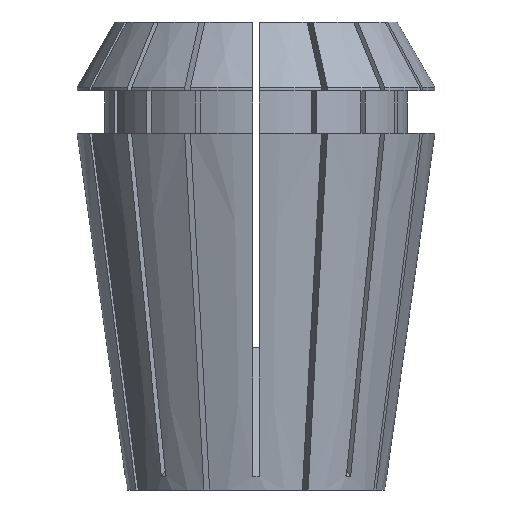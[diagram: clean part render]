
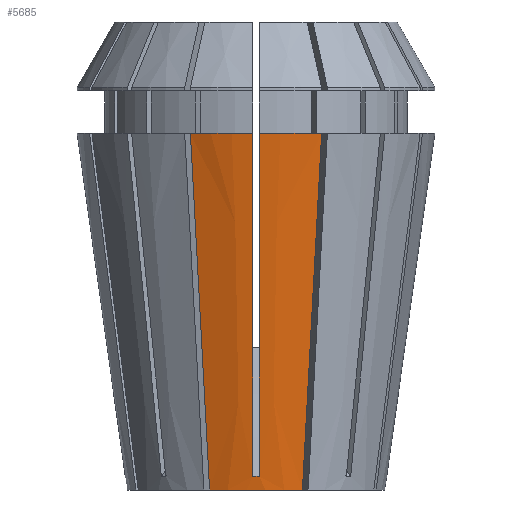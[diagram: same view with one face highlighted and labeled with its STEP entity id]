
A CAD part, left-side view. The second image highlights one B-rep face of the part: STEP entity #5685.
In plain terms, the highlighted conical face has half-angle 8 degrees and reference radius 9.36 mm.
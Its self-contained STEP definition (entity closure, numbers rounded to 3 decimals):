
#16 = CARTESIAN_POINT ( 'NONE',  ( -9.709, 0.225, 2.499 ) ) ;
#69 = CARTESIAN_POINT ( 'NONE',  ( -10.138, -3.956, 10.832 ) ) ;
#142 = CARTESIAN_POINT ( 'NONE',  ( -9.16, 3.551, 3.298 ) ) ;
#188 = ORIENTED_EDGE ( 'NONE', *, *, #2790, .T. ) ;
#196 = CARTESIAN_POINT ( 'NONE',  ( 0., 0., 0. ) ) ;
#262 = B_SPLINE_CURVE_WITH_KNOTS ( 'NONE', 3,
 ( #3259, #5736, #69, #5157, #1352, #2291, #1850 ),
 .UNSPECIFIED., .F., .F.,
 ( 4, 3, 4 ),
 ( 0., 0.023, 0.026 ),
 .UNSPECIFIED. ) ;
#298 = AXIS2_PLACEMENT_3D ( 'NONE', #196, #4126, #793 ) ;
#332 = CARTESIAN_POINT ( 'NONE',  ( -12.998, -0.225, 25.9 ) ) ;
#415 = ORIENTED_EDGE ( 'NONE', *, *, #3826, .F. ) ;
#416 = ORIENTED_EDGE ( 'NONE', *, *, #2732, .F. ) ;
#471 = CARTESIAN_POINT ( 'NONE',  ( -9.604, 0.225, 1.751 ) ) ;
#475 = CIRCLE ( 'NONE', #994, 13. ) ;
#602 = CARTESIAN_POINT ( 'NONE',  ( -12.095, 4.766, 25.9 ) ) ;
#636 = CARTESIAN_POINT ( 'NONE',  ( 0., 0., 0. ) ) ;
#663 = CARTESIAN_POINT ( 'NONE',  ( -12.095, 4.766, 25.9 ) ) ;
#686 = CONICAL_SURFACE ( 'NONE', #5621, 9.36, 0.14 ) ;
#728 = CARTESIAN_POINT ( 'NONE',  ( -12.998, -0.225, 25.9 ) ) ;
#745 = VERTEX_POINT ( 'NONE', #3649 ) ;
#765 = CARTESIAN_POINT ( 'NONE',  ( -9.499, 0.225, 1.002 ) ) ;
#767 = EDGE_CURVE ( 'NONE', #5711, #1837, #6192, .T. ) ;
#793 = DIRECTION ( 'NONE',  ( -1., 0., 0. ) ) ;
#825 = CARTESIAN_POINT ( 'NONE',  ( -10.614, -0.225, 8.937 ) ) ;
#875 = AXIS2_PLACEMENT_3D ( 'NONE', #5895, #3875, #1009 ) ;
#878 = CIRCLE ( 'NONE', #875, 13. ) ;
#994 = AXIS2_PLACEMENT_3D ( 'NONE', #3425, #3162, #3799 ) ;
#1009 = DIRECTION ( 'NONE',  ( -1., 0., 0. ) ) ;
#1081 = EDGE_LOOP ( 'NONE', ( #3963, #1532, #2992, #416, #188, #1582, #415, #1504 ) ) ;
#1127 = VERTEX_POINT ( 'NONE', #2932 ) ;
#1178 = DIRECTION ( 'NONE',  ( 1., 0., 0. ) ) ;
#1231 = CARTESIAN_POINT ( 'NONE',  ( -8.731, -3.373, 0. ) ) ;
#1341 = CARTESIAN_POINT ( 'NONE',  ( -9.604, -0.225, 1.751 ) ) ;
#1352 = CARTESIAN_POINT ( 'NONE',  ( -9.017, -3.491, 2.199 ) ) ;
#1499 = CARTESIAN_POINT ( 'NONE',  ( -12.737, 0.225, 24.038 ) ) ;
#1504 = ORIENTED_EDGE ( 'NONE', *, *, #2567, .F. ) ;
#1532 = ORIENTED_EDGE ( 'NONE', *, *, #4235, .T. ) ;
#1582 = ORIENTED_EDGE ( 'NONE', *, *, #767, .T. ) ;
#1809 = CARTESIAN_POINT ( 'NONE',  ( -12.737, -0.225, 24.038 ) ) ;
#1837 = VERTEX_POINT ( 'NONE', #2577 ) ;
#1850 = CARTESIAN_POINT ( 'NONE',  ( -8.731, -3.373, 0. ) ) ;
#1890 = B_SPLINE_CURVE_WITH_KNOTS ( 'NONE', 3,
 ( #765, #2275, #5254, #4202 ),
 .UNSPECIFIED., .F., .F.,
 ( 4, 4 ),
 ( 0., 0. ),
 .UNSPECIFIED. ) ;
#1895 = CARTESIAN_POINT ( 'NONE',  ( -9.499, 0.225, 1.002 ) ) ;
#1913 = FACE_OUTER_BOUND ( 'NONE', #1081, .T. ) ;
#1994 = CIRCLE ( 'NONE', #298, 9.36 ) ;
#2124 = CARTESIAN_POINT ( 'NONE',  ( -8.874, 3.432, 1.099 ) ) ;
#2275 = CARTESIAN_POINT ( 'NONE',  ( -9.502, 0.075, 0.999 ) ) ;
#2291 = CARTESIAN_POINT ( 'NONE',  ( -8.874, -3.432, 1.099 ) ) ;
#2466 = CARTESIAN_POINT ( 'NONE',  ( -9.814, 0.225, 3.248 ) ) ;
#2567 = EDGE_CURVE ( 'NONE', #745, #6263, #5112, .T. ) ;
#2577 = CARTESIAN_POINT ( 'NONE',  ( -9.499, -0.225, 1.002 ) ) ;
#2626 = DIRECTION ( 'NONE',  ( 0., 0., 1. ) ) ;
#2732 = EDGE_CURVE ( 'NONE', #6341, #5891, #262, .T. ) ;
#2790 = EDGE_CURVE ( 'NONE', #6341, #5711, #878, .T. ) ;
#2900 = EDGE_CURVE ( 'NONE', #745, #6327, #475, .T. ) ;
#2932 = CARTESIAN_POINT ( 'NONE',  ( -8.731, 3.373, 0. ) ) ;
#2960 = CARTESIAN_POINT ( 'NONE',  ( -12.213, 0.225, 20.315 ) ) ;
#2992 = ORIENTED_EDGE ( 'NONE', *, *, #4752, .F. ) ;
#3089 = CARTESIAN_POINT ( 'NONE',  ( -10.138, 3.956, 10.832 ) ) ;
#3162 = DIRECTION ( 'NONE',  ( 0., 0., -1. ) ) ;
#3259 = CARTESIAN_POINT ( 'NONE',  ( -12.095, -4.766, 25.9 ) ) ;
#3414 = CARTESIAN_POINT ( 'NONE',  ( -10.614, 0.225, 8.937 ) ) ;
#3425 = CARTESIAN_POINT ( 'NONE',  ( 0., 0., 25.9 ) ) ;
#3509 = CARTESIAN_POINT ( 'NONE',  ( -9.499, 0.225, 1.002 ) ) ;
#3649 = CARTESIAN_POINT ( 'NONE',  ( -12.998, 0.225, 25.9 ) ) ;
#3757 = CARTESIAN_POINT ( 'NONE',  ( -9.814, -0.225, 3.248 ) ) ;
#3799 = DIRECTION ( 'NONE',  ( -1., 0., 0. ) ) ;
#3826 = EDGE_CURVE ( 'NONE', #6263, #1837, #1890, .T. ) ;
#3875 = DIRECTION ( 'NONE',  ( 0., 0., -1. ) ) ;
#3963 = ORIENTED_EDGE ( 'NONE', *, *, #2900, .T. ) ;
#4126 = DIRECTION ( 'NONE',  ( 0., 0., -1. ) ) ;
#4202 = CARTESIAN_POINT ( 'NONE',  ( -9.499, -0.225, 1.002 ) ) ;
#4221 = CARTESIAN_POINT ( 'NONE',  ( -12.213, -0.225, 20.315 ) ) ;
#4235 = EDGE_CURVE ( 'NONE', #6327, #1127, #5961, .T. ) ;
#4262 = CARTESIAN_POINT ( 'NONE',  ( -12.475, -0.225, 22.176 ) ) ;
#4283 = CARTESIAN_POINT ( 'NONE',  ( -9.709, -0.225, 2.499 ) ) ;
#4404 = CARTESIAN_POINT ( 'NONE',  ( -12.998, 0.225, 25.9 ) ) ;
#4530 = CARTESIAN_POINT ( 'NONE',  ( -12.095, -4.766, 25.9 ) ) ;
#4555 = CARTESIAN_POINT ( 'NONE',  ( -9.017, 3.491, 2.199 ) ) ;
#4752 = EDGE_CURVE ( 'NONE', #5891, #1127, #1994, .T. ) ;
#4763 = CARTESIAN_POINT ( 'NONE',  ( -9.499, -0.225, 1.002 ) ) ;
#4900 = CARTESIAN_POINT ( 'NONE',  ( -12.475, 0.225, 22.176 ) ) ;
#5112 = B_SPLINE_CURVE_WITH_KNOTS ( 'NONE', 3,
 ( #4404, #1499, #4900, #2960, #5404, #3414, #2466, #16, #471, #1895 ),
 .UNSPECIFIED., .F., .F.,
 ( 4, 3, 3, 4 ),
 ( 0.052, 0.057, 0.074, 0.077 ),
 .UNSPECIFIED. ) ;
#5157 = CARTESIAN_POINT ( 'NONE',  ( -9.16, -3.551, 3.298 ) ) ;
#5205 = CARTESIAN_POINT ( 'NONE',  ( -11.414, -0.225, 14.626 ) ) ;
#5254 = CARTESIAN_POINT ( 'NONE',  ( -9.502, -0.075, 0.999 ) ) ;
#5404 = CARTESIAN_POINT ( 'NONE',  ( -11.414, 0.225, 14.626 ) ) ;
#5554 = CARTESIAN_POINT ( 'NONE',  ( -8.731, 3.373, 0. ) ) ;
#5621 = AXIS2_PLACEMENT_3D ( 'NONE', #636, #2626, #1178 ) ;
#5685 = ADVANCED_FACE ( 'NONE', ( #1913 ), #686, .T. ) ;
#5711 = VERTEX_POINT ( 'NONE', #728 ) ;
#5736 = CARTESIAN_POINT ( 'NONE',  ( -11.117, -4.361, 18.366 ) ) ;
#5891 = VERTEX_POINT ( 'NONE', #1231 ) ;
#5895 = CARTESIAN_POINT ( 'NONE',  ( 0., 0., 25.9 ) ) ;
#5961 = B_SPLINE_CURVE_WITH_KNOTS ( 'NONE', 3,
 ( #602, #6009, #3089, #142, #4555, #2124, #5554 ),
 .UNSPECIFIED., .F., .F.,
 ( 4, 3, 4 ),
 ( 0., 0.023, 0.026 ),
 .UNSPECIFIED. ) ;
#6009 = CARTESIAN_POINT ( 'NONE',  ( -11.117, 4.361, 18.366 ) ) ;
#6192 = B_SPLINE_CURVE_WITH_KNOTS ( 'NONE', 3,
 ( #332, #1809, #4262, #4221, #5205, #825, #3757, #4283, #1341, #4763 ),
 .UNSPECIFIED., .F., .F.,
 ( 4, 3, 3, 4 ),
 ( 0.052, 0.057, 0.074, 0.077 ),
 .UNSPECIFIED. ) ;
#6263 = VERTEX_POINT ( 'NONE', #3509 ) ;
#6327 = VERTEX_POINT ( 'NONE', #663 ) ;
#6341 = VERTEX_POINT ( 'NONE', #4530 ) ;
